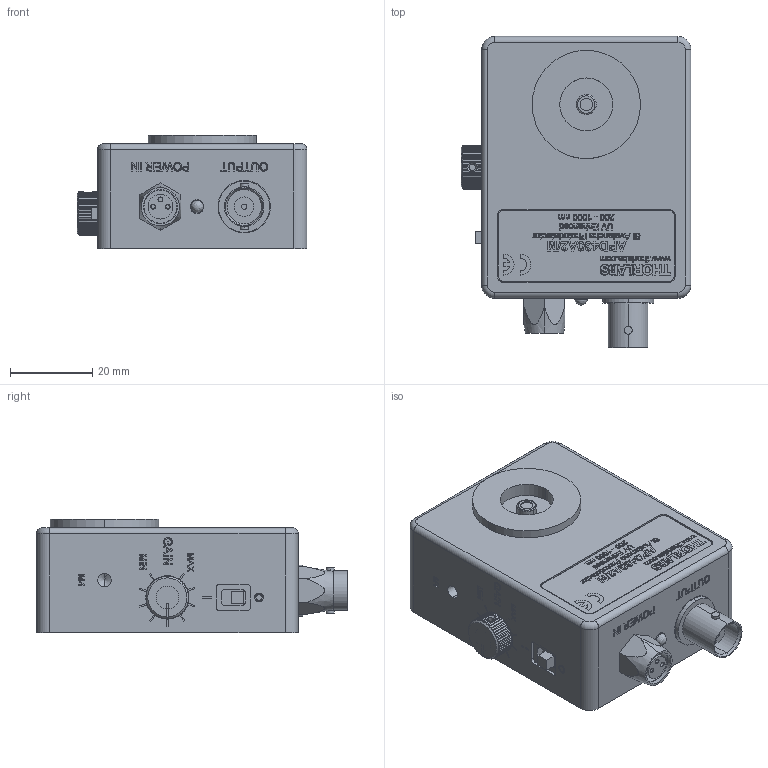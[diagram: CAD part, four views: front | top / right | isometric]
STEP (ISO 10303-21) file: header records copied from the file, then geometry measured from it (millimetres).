
FILE_DESCRIPTION (( 'STEP AP214' ), '1' );
FILE_NAME ('MTN004940.STEP', '2015-07-23T13:19:24', ( 'tempinstall' ), ( '' ), 'SwSTEP 2.0', 'SolidWorks 2014', '' );
FILE_SCHEMA (( 'AUTOMOTIVE_DESIGN' ));
Length unit declared in the file: millimetre
Products named in the file (1): MTN004940
Bounding box: 55.8 x 75.46 x 27.43 mm (x, y, z)
Surface area: 30100 mm2 (no closed solid volume)
Topology: 0 solids, 15 shells, 2474 faces, 6502 edges, 4268 vertices
Faces by surface type: plane 1336, bspline 600, cylinder 436, cone 89, sphere 7, torus 6
Entity records: 130408 total; most frequent: CARTESIAN_POINT 45817, ORIENTED_EDGE 12904, DIRECTION 9783, EDGE_CURVE 6452, VERTEX_POINT 4257, VECTOR 4251, LINE 4251, AXIS2_PLACEMENT_3D 2766
